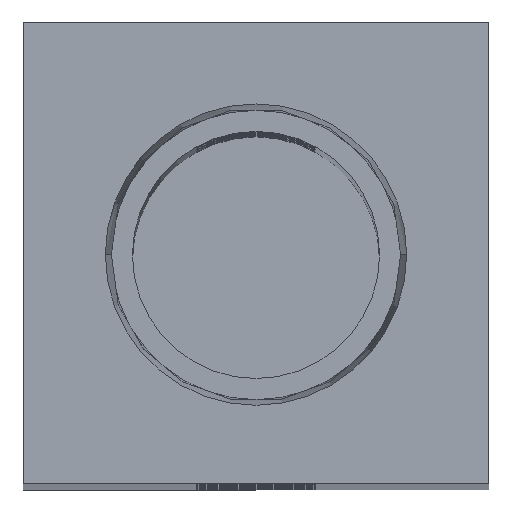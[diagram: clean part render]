
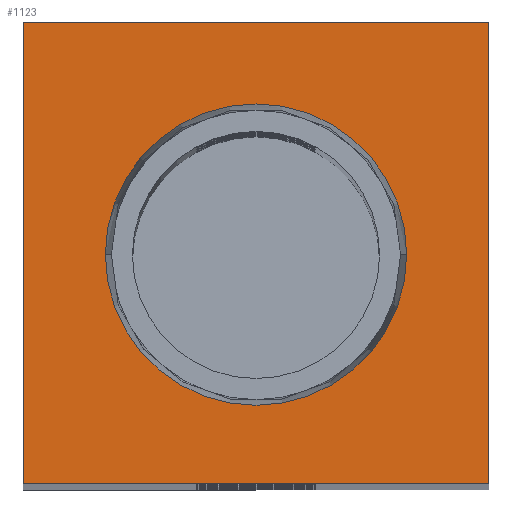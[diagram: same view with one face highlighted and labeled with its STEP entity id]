
A CAD part, top view. The second image highlights one B-rep face of the part: STEP entity #1123.
In plain terms, the highlighted planar face has unit normal (0, 0, 1).
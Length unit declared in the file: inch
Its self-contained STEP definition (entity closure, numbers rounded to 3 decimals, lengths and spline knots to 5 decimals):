
#25 = EDGE_CURVE ( 'NONE', #2176, #1361, #834, .T. ) ;
#32 = DIRECTION ( 'NONE',  ( 1., 0., 0. ) ) ;
#109 = LINE ( 'NONE', #1693, #318 ) ;
#147 = ORIENTED_EDGE ( 'NONE', *, *, #848, .T. ) ;
#150 = ORIENTED_EDGE ( 'NONE', *, *, #305, .T. ) ;
#169 = PLANE ( 'NONE',  #230 ) ;
#208 = VERTEX_POINT ( 'NONE', #1349 ) ;
#224 = CARTESIAN_POINT ( 'NONE',  ( 0.3125, -0.31, 2.5 ) ) ;
#230 = AXIS2_PLACEMENT_3D ( 'NONE', #928, #2101, #734 ) ;
#250 = FACE_OUTER_BOUND ( 'NONE', #1263, .T. ) ;
#259 = AXIS2_PLACEMENT_3D ( 'NONE', #2051, #1078, #693 ) ;
#261 = DIRECTION ( 'NONE',  ( 1., 0., 0. ) ) ;
#305 = EDGE_CURVE ( 'NONE', #1361, #2403, #109, .T. ) ;
#318 = VECTOR ( 'NONE', #1328, 39.37008 ) ;
#336 = CARTESIAN_POINT ( 'NONE',  ( 0.3125, 0.31, 2.5 ) ) ;
#385 = VECTOR ( 'NONE', #2169, 39.37008 ) ;
#414 = LINE ( 'NONE', #1002, #1202 ) ;
#416 = EDGE_CURVE ( 'NONE', #2349, #208, #2246, .T. ) ;
#456 = ORIENTED_EDGE ( 'NONE', *, *, #924, .F. ) ;
#693 = DIRECTION ( 'NONE',  ( 1., 0., 0. ) ) ;
#734 = DIRECTION ( 'NONE',  ( 1., 0., 0. ) ) ;
#735 = EDGE_CURVE ( 'NONE', #2204, #2176, #414, .T. ) ;
#807 = DIRECTION ( 'NONE',  ( 0., 1., 0. ) ) ;
#834 = LINE ( 'NONE', #1004, #385 ) ;
#848 = EDGE_CURVE ( 'NONE', #2403, #2204, #1571, .T. ) ;
#924 = EDGE_CURVE ( 'NONE', #208, #2349, #2053, .T. ) ;
#927 = ORIENTED_EDGE ( 'NONE', *, *, #735, .T. ) ;
#928 = CARTESIAN_POINT ( 'NONE',  ( 0., 0., 2.5 ) ) ;
#1002 = CARTESIAN_POINT ( 'NONE',  ( 0.3125, -0.31, 2.5 ) ) ;
#1004 = CARTESIAN_POINT ( 'NONE',  ( 0.3125, 0.31, 2.5 ) ) ;
#1078 = DIRECTION ( 'NONE',  ( 0., 0., 1. ) ) ;
#1123 = ADVANCED_FACE ( 'NONE', ( #1273, #250 ), #169, .T. ) ;
#1202 = VECTOR ( 'NONE', #807, 39.37008 ) ;
#1204 = EDGE_LOOP ( 'NONE', ( #2465, #456 ) ) ;
#1263 = EDGE_LOOP ( 'NONE', ( #150, #147, #927, #1752 ) ) ;
#1273 = FACE_BOUND ( 'NONE', #1204, .T. ) ;
#1328 = DIRECTION ( 'NONE',  ( 0., -1., 0. ) ) ;
#1349 = CARTESIAN_POINT ( 'NONE',  ( -0.20242, -0.0025, 2.5 ) ) ;
#1361 = VERTEX_POINT ( 'NONE', #1837 ) ;
#1569 = AXIS2_PLACEMENT_3D ( 'NONE', #2422, #1613, #261 ) ;
#1571 = LINE ( 'NONE', #224, #2087 ) ;
#1597 = CARTESIAN_POINT ( 'NONE',  ( 0.20242, -0.0025, 2.5 ) ) ;
#1613 = DIRECTION ( 'NONE',  ( 0., 0., 1. ) ) ;
#1693 = CARTESIAN_POINT ( 'NONE',  ( -0.3125, -0.31, 2.5 ) ) ;
#1752 = ORIENTED_EDGE ( 'NONE', *, *, #25, .T. ) ;
#1802 = CARTESIAN_POINT ( 'NONE',  ( -0.3125, -0.31, 2.5 ) ) ;
#1837 = CARTESIAN_POINT ( 'NONE',  ( -0.3125, 0.31, 2.5 ) ) ;
#2051 = CARTESIAN_POINT ( 'NONE',  ( 0., -0.0025, 2.5 ) ) ;
#2053 = CIRCLE ( 'NONE', #1569, 0.20242 ) ;
#2077 = CARTESIAN_POINT ( 'NONE',  ( 0.3125, -0.31, 2.5 ) ) ;
#2087 = VECTOR ( 'NONE', #32, 39.37008 ) ;
#2101 = DIRECTION ( 'NONE',  ( 0., 0., 1. ) ) ;
#2169 = DIRECTION ( 'NONE',  ( -1., 0., 0. ) ) ;
#2176 = VERTEX_POINT ( 'NONE', #336 ) ;
#2204 = VERTEX_POINT ( 'NONE', #2077 ) ;
#2246 = CIRCLE ( 'NONE', #259, 0.20242 ) ;
#2349 = VERTEX_POINT ( 'NONE', #1597 ) ;
#2403 = VERTEX_POINT ( 'NONE', #1802 ) ;
#2422 = CARTESIAN_POINT ( 'NONE',  ( 0., -0.0025, 2.5 ) ) ;
#2465 = ORIENTED_EDGE ( 'NONE', *, *, #416, .F. ) ;
